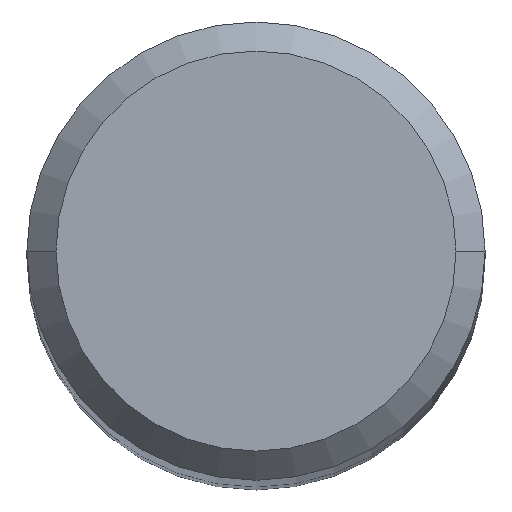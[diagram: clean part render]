
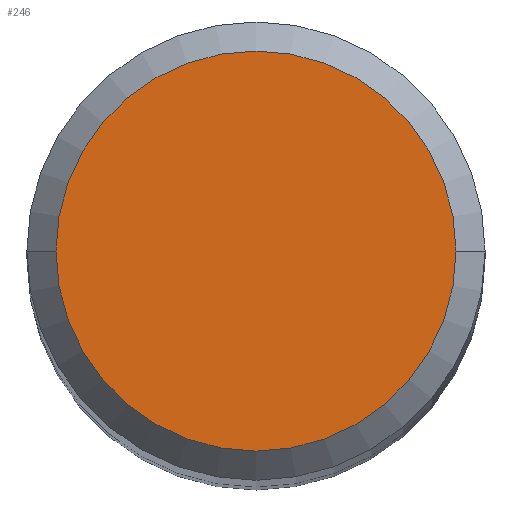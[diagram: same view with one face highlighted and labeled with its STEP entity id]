
A CAD part, top view. The second image highlights one B-rep face of the part: STEP entity #246.
In plain terms, the highlighted planar face has unit normal (0, 0, 1).
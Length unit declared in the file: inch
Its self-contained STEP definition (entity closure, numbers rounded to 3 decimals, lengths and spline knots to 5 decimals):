
#23 = EDGE_CURVE ( 'NONE', #222, #55, #105, .T. ) ;
#28 = CARTESIAN_POINT ( 'NONE',  ( 0., 0., 2.95276 ) ) ;
#43 = AXIS2_PLACEMENT_3D ( 'NONE', #28, #93, #159 ) ;
#53 = EDGE_LOOP ( 'NONE', ( #196, #94 ) ) ;
#55 = VERTEX_POINT ( 'NONE', #176 ) ;
#90 = CARTESIAN_POINT ( 'NONE',  ( 0., 0., 2.95276 ) ) ;
#93 = DIRECTION ( 'NONE',  ( 0., 0., 1. ) ) ;
#94 = ORIENTED_EDGE ( 'NONE', *, *, #227, .T. ) ;
#105 = CIRCLE ( 'NONE', #113, 0.10311 ) ;
#113 = AXIS2_PLACEMENT_3D ( 'NONE', #157, #231, #180 ) ;
#135 = AXIS2_PLACEMENT_3D ( 'NONE', #90, #192, #280 ) ;
#157 = CARTESIAN_POINT ( 'NONE',  ( 0., 0., 2.95276 ) ) ;
#159 = DIRECTION ( 'NONE',  ( 1., 0., 0. ) ) ;
#160 = CARTESIAN_POINT ( 'NONE',  ( -0.10311, 0., 2.95276 ) ) ;
#165 = FACE_OUTER_BOUND ( 'NONE', #53, .T. ) ;
#176 = CARTESIAN_POINT ( 'NONE',  ( 0.10311, 0., 2.95276 ) ) ;
#180 = DIRECTION ( 'NONE',  ( 1., 0., 0. ) ) ;
#192 = DIRECTION ( 'NONE',  ( 0., 0., 1. ) ) ;
#196 = ORIENTED_EDGE ( 'NONE', *, *, #23, .T. ) ;
#222 = VERTEX_POINT ( 'NONE', #160 ) ;
#227 = EDGE_CURVE ( 'NONE', #55, #222, #268, .T. ) ;
#231 = DIRECTION ( 'NONE',  ( 0., 0., 1. ) ) ;
#246 = ADVANCED_FACE ( 'NONE', ( #165 ), #286, .T. ) ;
#268 = CIRCLE ( 'NONE', #135, 0.10311 ) ;
#280 = DIRECTION ( 'NONE',  ( 1., 0., 0. ) ) ;
#286 = PLANE ( 'NONE',  #43 ) ;
